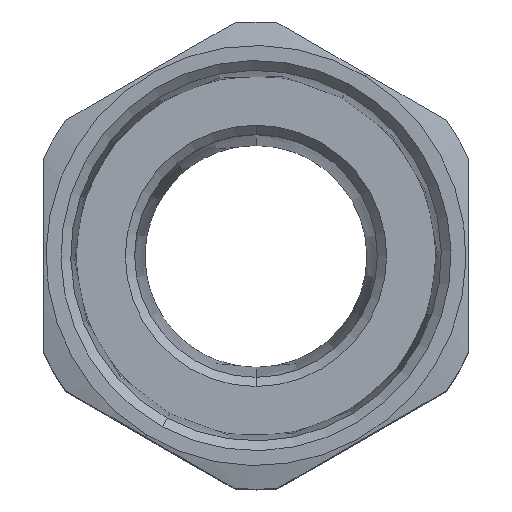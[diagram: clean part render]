
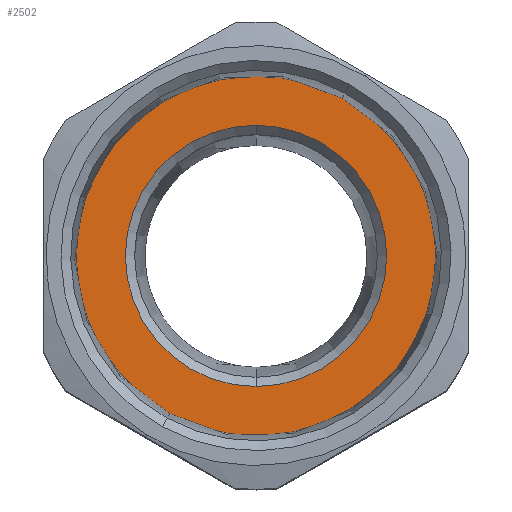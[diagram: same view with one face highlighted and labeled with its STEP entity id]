
A CAD part, top view. The second image highlights one B-rep face of the part: STEP entity #2502.
In plain terms, the highlighted planar face has unit normal (0, 0, 1).
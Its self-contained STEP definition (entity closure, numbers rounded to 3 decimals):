
#2464=AXIS2_PLACEMENT_3D('Plane Axis2P3D',#2461,#2462,#2463) ;
#2468=AXIS2_PLACEMENT_3D('Circle Axis2P3D',#2466,#2467,$) ;
#2477=AXIS2_PLACEMENT_3D('Circle Axis2P3D',#2475,#2476,$) ;
#2486=AXIS2_PLACEMENT_3D('Circle Axis2P3D',#2484,#2485,$) ;
#2495=AXIS2_PLACEMENT_3D('Circle Axis2P3D',#2493,#2494,$) ;
#2461=CARTESIAN_POINT('Axis2P3D Location',(23.,25.3,60.25)) ;
#2466=CARTESIAN_POINT('Axis2P3D Location',(23.,25.3,60.25)) ;
#2470=CARTESIAN_POINT('Vertex',(13.662,8.206,60.25)) ;
#2472=CARTESIAN_POINT('Vertex',(32.338,42.394,60.25)) ;
#2475=CARTESIAN_POINT('Axis2P3D Location',(23.,25.3,60.25)) ;
#2484=CARTESIAN_POINT('Axis2P3D Location',(23.,25.3,60.25)) ;
#2488=CARTESIAN_POINT('Vertex',(23.,39.45,60.25)) ;
#2490=CARTESIAN_POINT('Vertex',(23.,11.15,60.25)) ;
#2493=CARTESIAN_POINT('Axis2P3D Location',(23.,25.3,60.25)) ;
#2462=DIRECTION('Axis2P3D Direction',(0.,0.,-1.)) ;
#2463=DIRECTION('Axis2P3D XDirection',(0.,1.,0.)) ;
#2467=DIRECTION('Axis2P3D Direction',(0.,0.,-1.)) ;
#2476=DIRECTION('Axis2P3D Direction',(0.,0.,-1.)) ;
#2485=DIRECTION('Axis2P3D Direction',(0.,0.,-1.)) ;
#2494=DIRECTION('Axis2P3D Direction',(0.,0.,-1.)) ;
#2481=ORIENTED_EDGE('',*,*,#2474,.F.) ;
#2482=ORIENTED_EDGE('',*,*,#2479,.F.) ;
#2499=ORIENTED_EDGE('',*,*,#2492,.T.) ;
#2500=ORIENTED_EDGE('',*,*,#2497,.T.) ;
#2501=FACE_BOUND('',#2498,.T.) ;
#2502=ADVANCED_FACE('Body',(#2483,#2501),#2465,.F.) ;
#2469=CIRCLE('generated circle',#2468,19.478) ;
#2478=CIRCLE('generated circle',#2477,19.478) ;
#2487=CIRCLE('generated circle',#2486,14.15) ;
#2496=CIRCLE('generated circle',#2495,14.15) ;
#2474=EDGE_CURVE('',#2471,#2473,#2469,.T.) ;
#2479=EDGE_CURVE('',#2473,#2471,#2478,.T.) ;
#2492=EDGE_CURVE('',#2489,#2491,#2487,.T.) ;
#2497=EDGE_CURVE('',#2491,#2489,#2496,.T.) ;
#2480=EDGE_LOOP('',(#2481,#2482)) ;
#2498=EDGE_LOOP('',(#2499,#2500)) ;
#2483=FACE_OUTER_BOUND('',#2480,.T.) ;
#2465=PLANE('',#2464) ;
#2471=VERTEX_POINT('',#2470) ;
#2473=VERTEX_POINT('',#2472) ;
#2489=VERTEX_POINT('',#2488) ;
#2491=VERTEX_POINT('',#2490) ;
